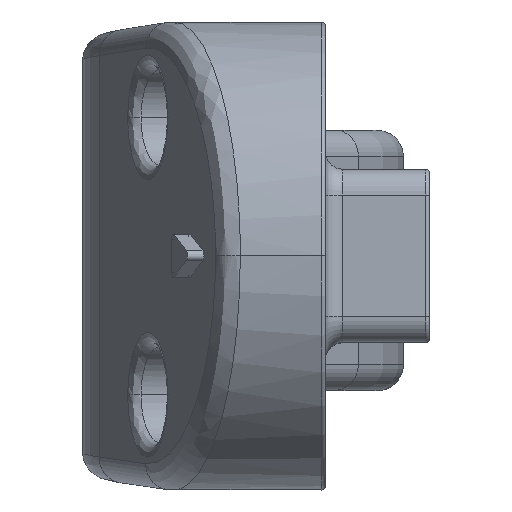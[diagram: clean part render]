
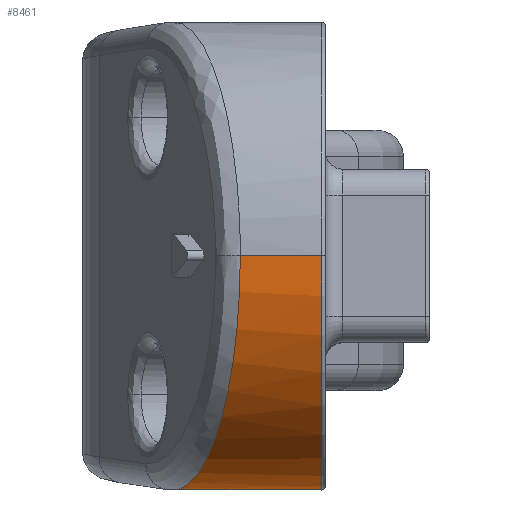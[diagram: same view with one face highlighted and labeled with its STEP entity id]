
A CAD part, top view. The second image highlights one B-rep face of the part: STEP entity #8461.
In plain terms, the highlighted cylindrical face has radius 13.5 mm (diameter 27 mm), a partial arc.
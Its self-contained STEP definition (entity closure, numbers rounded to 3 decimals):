
#155 = ORIENTED_EDGE ( 'NONE', *, *, #6184, .T. ) ;
#389 = VERTEX_POINT ( 'NONE', #10132 ) ;
#630 = CARTESIAN_POINT ( 'NONE',  ( -30., 0., 0. ) ) ;
#631 = DIRECTION ( 'NONE',  ( 0., 0., -1. ) ) ;
#778 = DIRECTION ( 'NONE',  ( 1., 0., 0. ) ) ;
#834 = CYLINDRICAL_SURFACE ( 'NONE', #5697, 13.5 ) ;
#910 = AXIS2_PLACEMENT_3D ( 'NONE', #4128, #4047, #9315 ) ;
#1060 = CARTESIAN_POINT ( 'NONE',  ( 8., -9.361, -9.727 ) ) ;
#1217 = EDGE_CURVE ( 'NONE', #1898, #3147, #4667, .T. ) ;
#1288 = CARTESIAN_POINT ( 'NONE',  ( 3.5, -13.484, -0.649 ) ) ;
#1455 = CARTESIAN_POINT ( 'NONE',  ( 7.205, -11.658, -6.867 ) ) ;
#1542 = CARTESIAN_POINT ( 'NONE',  ( 2.404, -13.879, 7.555 ) ) ;
#1607 = CARTESIAN_POINT ( 'NONE',  ( 5.953, -12.707, -4.577 ) ) ;
#1898 = VERTEX_POINT ( 'NONE', #1060 ) ;
#2106 = VERTEX_POINT ( 'NONE', #6499 ) ;
#2381 = CARTESIAN_POINT ( 'NONE',  ( 0.07, -13.484, -0.649 ) ) ;
#2494 = CARTESIAN_POINT ( 'NONE',  ( 6.18, -12.561, -4.965 ) ) ;
#2515 = VECTOR ( 'NONE', #7154, 1000. ) ;
#2895 = VECTOR ( 'NONE', #778, 1000. ) ;
#2966 = VERTEX_POINT ( 'NONE', #7819 ) ;
#3147 = VERTEX_POINT ( 'NONE', #8377 ) ;
#3200 = ORIENTED_EDGE ( 'NONE', *, *, #4665, .F. ) ;
#3239 = EDGE_CURVE ( 'NONE', #7838, #389, #6816, .T. ) ;
#3446 = DIRECTION ( 'NONE',  ( 1., 0., 0. ) ) ;
#3574 = CARTESIAN_POINT ( 'NONE',  ( -30., 0., 13.5 ) ) ;
#3666 = B_SPLINE_CURVE_WITH_KNOTS ( 'NONE', 3,
 ( #1288, #8375, #8601, #11348, #11379, #5040, #4206, #4280, #9430, #1607, #2494, #5079, #1455, #8645, #8687, #4249, #4166, #9513 ),
 .UNSPECIFIED., .F., .F.,
 ( 4, 2, 2, 2, 2, 2, 2, 2, 4 ),
 ( 0., 0.001, 0.001, 0.003, 0.004, 0.006, 0.008, 0.01, 0.011 ),
 .UNSPECIFIED. ) ;
#4028 =( BOUNDED_CURVE ( )  B_SPLINE_CURVE ( 3, ( #6742, #5942, #1542, #2381 ),
 .UNSPECIFIED., .F., .F. ) 
 B_SPLINE_CURVE_WITH_KNOTS ( ( 4, 4 ),
 ( 0., 1.619 ),
 .UNSPECIFIED. ) 
 CURVE ( )  GEOMETRIC_REPRESENTATION_ITEM ( )  RATIONAL_B_SPLINE_CURVE ( ( 1., 0.793, 0.793, 1. ) ) 
 REPRESENTATION_ITEM ( '' )  );
#4047 = DIRECTION ( 'NONE',  ( -1., 0., 0. ) ) ;
#4128 = CARTESIAN_POINT ( 'NONE',  ( 8.8, 0., 0. ) ) ;
#4166 = CARTESIAN_POINT ( 'NONE',  ( 8., -9.706, -9.395 ) ) ;
#4206 = CARTESIAN_POINT ( 'NONE',  ( 4.758, -13.249, -2.623 ) ) ;
#4249 = CARTESIAN_POINT ( 'NONE',  ( 7.948, -10.025, -9.053 ) ) ;
#4280 = CARTESIAN_POINT ( 'NONE',  ( 5.246, -13.07, -3.405 ) ) ;
#4407 = ORIENTED_EDGE ( 'NONE', *, *, #9846, .T. ) ;
#4665 = EDGE_CURVE ( 'NONE', #2966, #389, #9695, .T. ) ;
#4667 = CIRCLE ( 'NONE', #11522, 13.5 ) ;
#4992 = DIRECTION ( 'NONE',  ( 1., 0., 0. ) ) ;
#5040 = CARTESIAN_POINT ( 'NONE',  ( 4.509, -13.32, -2.231 ) ) ;
#5079 = CARTESIAN_POINT ( 'NONE',  ( 6.821, -12.064, -6.116 ) ) ;
#5697 = AXIS2_PLACEMENT_3D ( 'NONE', #630, #4992, #7762 ) ;
#5942 = CARTESIAN_POINT ( 'NONE',  ( 4.095, -8.213, 13.5 ) ) ;
#6170 = EDGE_CURVE ( 'NONE', #3147, #7838, #9533, .T. ) ;
#6184 = EDGE_CURVE ( 'NONE', #2106, #10438, #11049, .T. ) ;
#6499 = CARTESIAN_POINT ( 'NONE',  ( 0.07, -13.484, -0.649 ) ) ;
#6742 = CARTESIAN_POINT ( 'NONE',  ( 4.095, 0., 13.5 ) ) ;
#6769 = EDGE_LOOP ( 'NONE', ( #3200, #4407, #155, #9498, #8805, #10685, #11111 ) ) ;
#6816 = CIRCLE ( 'NONE', #910, 13.5 ) ;
#7154 = DIRECTION ( 'NONE',  ( 1., 0., 0. ) ) ;
#7762 = DIRECTION ( 'NONE',  ( 0., 0., -1. ) ) ;
#7819 = CARTESIAN_POINT ( 'NONE',  ( 4.095, 0., 13.5 ) ) ;
#7834 = DIRECTION ( 'NONE',  ( 1., 0., 0. ) ) ;
#7838 = VERTEX_POINT ( 'NONE', #11156 ) ;
#8375 = CARTESIAN_POINT ( 'NONE',  ( 3.626, -13.475, -0.847 ) ) ;
#8377 = CARTESIAN_POINT ( 'NONE',  ( 8., 0., -13.5 ) ) ;
#8461 = ADVANCED_FACE ( 'NONE', ( #11261 ), #834, .T. ) ;
#8601 = CARTESIAN_POINT ( 'NONE',  ( 3.754, -13.461, -1.046 ) ) ;
#8645 = CARTESIAN_POINT ( 'NONE',  ( 7.65, -10.896, -7.983 ) ) ;
#8687 = CARTESIAN_POINT ( 'NONE',  ( 7.773, -10.619, -8.348 ) ) ;
#8805 = ORIENTED_EDGE ( 'NONE', *, *, #1217, .T. ) ;
#9061 = CARTESIAN_POINT ( 'NONE',  ( 3.5, -13.484, -0.649 ) ) ;
#9315 = DIRECTION ( 'NONE',  ( 0., 0., -1. ) ) ;
#9430 = CARTESIAN_POINT ( 'NONE',  ( 5.486, -12.962, -3.796 ) ) ;
#9498 = ORIENTED_EDGE ( 'NONE', *, *, #10255, .T. ) ;
#9513 = CARTESIAN_POINT ( 'NONE',  ( 8., -9.361, -9.727 ) ) ;
#9533 = LINE ( 'NONE', #9588, #10902 ) ;
#9588 = CARTESIAN_POINT ( 'NONE',  ( -30., 0., -13.5 ) ) ;
#9695 = LINE ( 'NONE', #3574, #2515 ) ;
#9699 = CARTESIAN_POINT ( 'NONE',  ( -30., -13.484, -0.649 ) ) ;
#9846 = EDGE_CURVE ( 'NONE', #2966, #2106, #4028, .T. ) ;
#10132 = CARTESIAN_POINT ( 'NONE',  ( 8.8, 0., 13.5 ) ) ;
#10255 = EDGE_CURVE ( 'NONE', #10438, #1898, #3666, .T. ) ;
#10402 = CARTESIAN_POINT ( 'NONE',  ( 8., 0., 0. ) ) ;
#10438 = VERTEX_POINT ( 'NONE', #9061 ) ;
#10685 = ORIENTED_EDGE ( 'NONE', *, *, #6170, .T. ) ;
#10902 = VECTOR ( 'NONE', #7834, 1000. ) ;
#11049 = LINE ( 'NONE', #9699, #2895 ) ;
#11111 = ORIENTED_EDGE ( 'NONE', *, *, #3239, .T. ) ;
#11156 = CARTESIAN_POINT ( 'NONE',  ( 8.8, 0., -13.5 ) ) ;
#11261 = FACE_OUTER_BOUND ( 'NONE', #6769, .T. ) ;
#11348 = CARTESIAN_POINT ( 'NONE',  ( 4.007, -13.424, -1.442 ) ) ;
#11379 = CARTESIAN_POINT ( 'NONE',  ( 4.133, -13.402, -1.64 ) ) ;
#11522 = AXIS2_PLACEMENT_3D ( 'NONE', #10402, #3446, #631 ) ;
